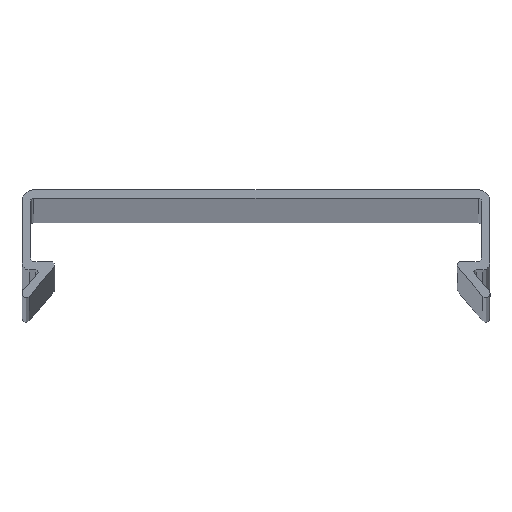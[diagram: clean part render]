
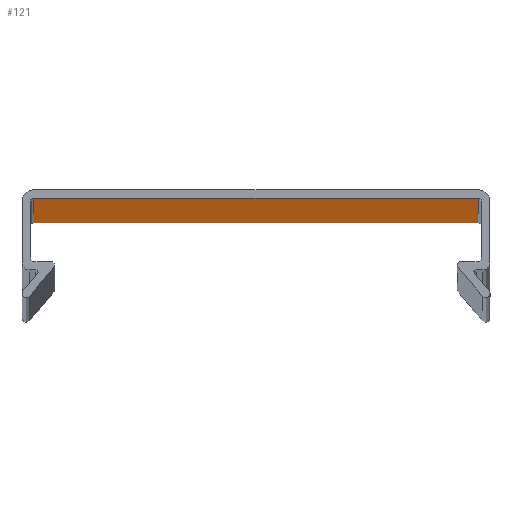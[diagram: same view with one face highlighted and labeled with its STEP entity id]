
A CAD part, top view. The second image highlights one B-rep face of the part: STEP entity #121.
In plain terms, the highlighted planar face has unit normal (0, -1, 0).
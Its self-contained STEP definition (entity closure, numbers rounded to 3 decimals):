
#27 = CARTESIAN_POINT ( 'NONE',  ( -75.869, 102.678, 2000. ) ) ;
#82 = ORIENTED_EDGE ( 'NONE', *, *, #562, .T. ) ;
#105 = VECTOR ( 'NONE', #1014, 1000. ) ;
#117 = DIRECTION ( 'NONE',  ( 0., 0., -1. ) ) ;
#121 = ADVANCED_FACE ( 'NONE', ( #914 ), #743, .T. ) ;
#127 = ORIENTED_EDGE ( 'NONE', *, *, #684, .T. ) ;
#173 = CARTESIAN_POINT ( 'NONE',  ( -12.869, 102.678, 0. ) ) ;
#178 = EDGE_CURVE ( 'NONE', #907, #924, #1097, .T. ) ;
#339 = CARTESIAN_POINT ( 'NONE',  ( -75.869, 102.678, 0. ) ) ;
#373 = CARTESIAN_POINT ( 'NONE',  ( 7.631, 102.678, 0. ) ) ;
#441 = CARTESIAN_POINT ( 'NONE',  ( -75.869, 102.678, 2000. ) ) ;
#519 = VECTOR ( 'NONE', #1321, 1000. ) ;
#533 = LINE ( 'NONE', #1058, #519 ) ;
#562 = EDGE_CURVE ( 'NONE', #924, #867, #533, .T. ) ;
#565 = CARTESIAN_POINT ( 'NONE',  ( -75.869, 102.678, 0. ) ) ;
#663 = LINE ( 'NONE', #441, #968 ) ;
#684 = EDGE_CURVE ( 'NONE', #822, #907, #1529, .T. ) ;
#743 = PLANE ( 'NONE',  #915 ) ;
#797 = ORIENTED_EDGE ( 'NONE', *, *, #981, .F. ) ;
#822 = VERTEX_POINT ( 'NONE', #27 ) ;
#867 = VERTEX_POINT ( 'NONE', #930 ) ;
#887 = DIRECTION ( 'NONE',  ( 0., -1., 0. ) ) ;
#907 = VERTEX_POINT ( 'NONE', #565 ) ;
#914 = FACE_OUTER_BOUND ( 'NONE', #1251, .T. ) ;
#915 = AXIS2_PLACEMENT_3D ( 'NONE', #373, #887, #117 ) ;
#924 = VERTEX_POINT ( 'NONE', #173 ) ;
#930 = CARTESIAN_POINT ( 'NONE',  ( -12.869, 102.678, 2000. ) ) ;
#968 = VECTOR ( 'NONE', #1206, 1000. ) ;
#981 = EDGE_CURVE ( 'NONE', #822, #867, #663, .T. ) ;
#1014 = DIRECTION ( 'NONE',  ( 1., 0., 0. ) ) ;
#1058 = CARTESIAN_POINT ( 'NONE',  ( -12.869, 102.678, 0. ) ) ;
#1097 = LINE ( 'NONE', #1272, #105 ) ;
#1206 = DIRECTION ( 'NONE',  ( 1., 0., 0. ) ) ;
#1224 = DIRECTION ( 'NONE',  ( 0., 0., -1. ) ) ;
#1232 = VECTOR ( 'NONE', #1224, 1000. ) ;
#1251 = EDGE_LOOP ( 'NONE', ( #1266, #82, #797, #127 ) ) ;
#1266 = ORIENTED_EDGE ( 'NONE', *, *, #178, .T. ) ;
#1272 = CARTESIAN_POINT ( 'NONE',  ( 7.631, 102.678, 0. ) ) ;
#1321 = DIRECTION ( 'NONE',  ( 0., 0., 1. ) ) ;
#1529 = LINE ( 'NONE', #339, #1232 ) ;
